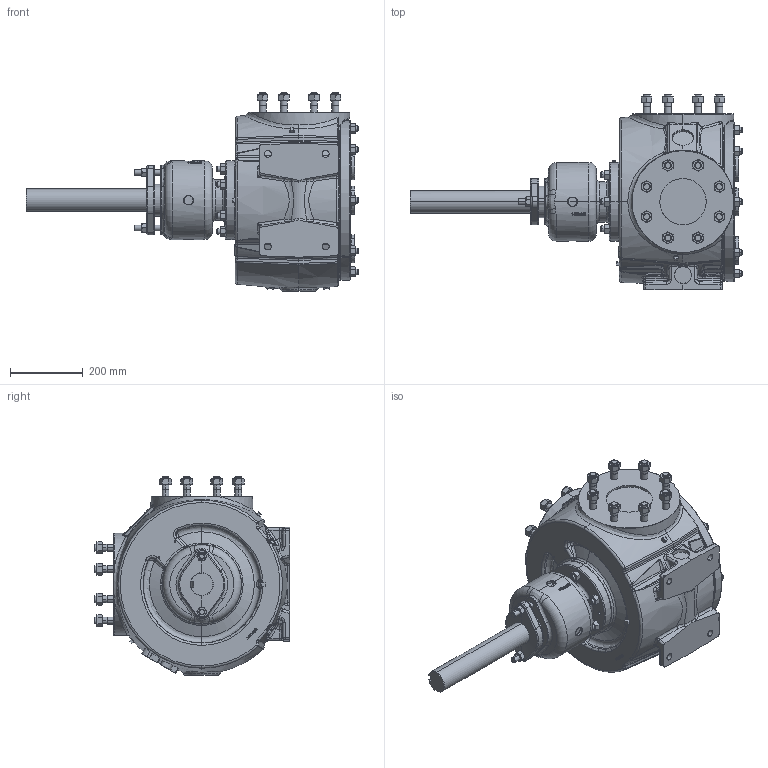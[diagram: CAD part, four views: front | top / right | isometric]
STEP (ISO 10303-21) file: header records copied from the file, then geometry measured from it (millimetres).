
FILE_DESCRIPTION (( 'STEP AP214' ), '1' );
FILE_NAME ('N34.STEP', '2016-11-07T15:47:55', ( '' ), ( '' ), 'SwSTEP 2.0', 'SolidWorks 2015', '' );
FILE_SCHEMA (( 'AUTOMOTIVE_DESIGN' ));
Length unit declared in the file: inch
Products named in the file (2): N34
Bounding box: 911.36 x 536.58 x 545.41 mm (x, y, z)
Volume: 64784622.1 mm3; surface area: 1359269.7 mm2
Topology: 1 solids, 1 shells, 2016 faces, 4720 edges, 2850 vertices
Faces by surface type: cone 624, plane 569, bspline 373, cylinder 332, torus 86, sphere 32
Entity records: 120693 total; most frequent: CARTESIAN_POINT 62588, ORIENTED_EDGE 9396, DIRECTION 7635, EDGE_CURVE 4698, AXIS2_PLACEMENT_3D 3189, VERTEX_POINT 2847, EDGE_LOOP 2197, ADVANCED_FACE 2016
